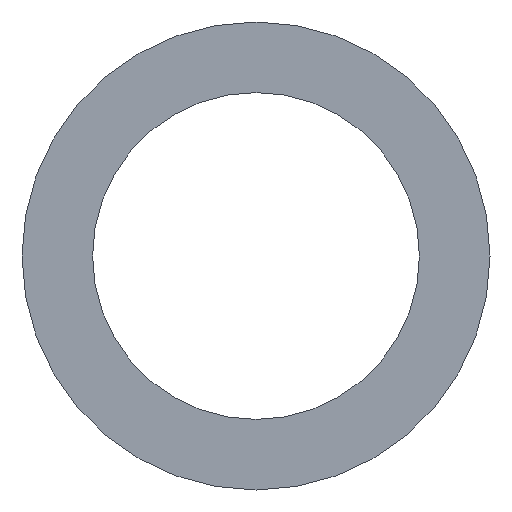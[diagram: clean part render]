
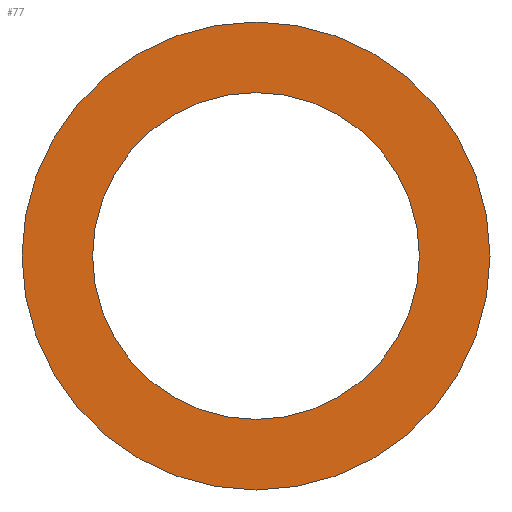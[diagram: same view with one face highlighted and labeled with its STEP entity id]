
A CAD part, front view. The second image highlights one B-rep face of the part: STEP entity #77.
In plain terms, the highlighted planar face has unit normal (0, -1, 0).
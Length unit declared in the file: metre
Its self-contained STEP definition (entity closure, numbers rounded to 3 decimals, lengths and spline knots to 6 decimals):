
#14=PLANE('',#102);
#25=ORIENTED_EDGE('',*,*,#32,.T.);
#26=ORIENTED_EDGE('',*,*,#30,.F.);
#30=EDGE_CURVE('',#36,#36,#42,.T.);
#32=EDGE_CURVE('',#38,#38,#44,.T.);
#36=VERTEX_POINT('',#139);
#38=VERTEX_POINT('',#146);
#42=CIRCLE('',#96,0.0587);
#44=CIRCLE('',#101,0.041);
#55=EDGE_LOOP('',(#25));
#56=EDGE_LOOP('',(#26));
#67=FACE_BOUND('',#55,.T.);
#68=FACE_BOUND('',#56,.T.);
#77=ADVANCED_FACE('',(#67,#68),#14,.F.);
#96=AXIS2_PLACEMENT_3D('',#138,#115,#116);
#101=AXIS2_PLACEMENT_3D('',#145,#125,#126);
#102=AXIS2_PLACEMENT_3D('',#147,#127,#128);
#115=DIRECTION('',(0.,1.,0.));
#116=DIRECTION('',(1.,0.,0.));
#125=DIRECTION('',(0.,1.,0.));
#126=DIRECTION('',(1.,0.,0.));
#127=DIRECTION('',(0.,1.,0.));
#128=DIRECTION('',(1.,0.,0.));
#138=CARTESIAN_POINT('',(0.,-0.0025,0.));
#139=CARTESIAN_POINT('',(0.0587,-0.0025,0.));
#145=CARTESIAN_POINT('',(0.,-0.0025,0.));
#146=CARTESIAN_POINT('',(0.041,-0.0025,0.));
#147=CARTESIAN_POINT('',(0.,-0.0025,0.));
